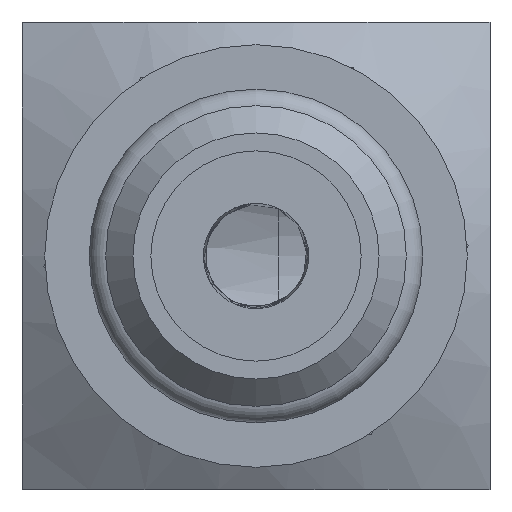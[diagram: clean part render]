
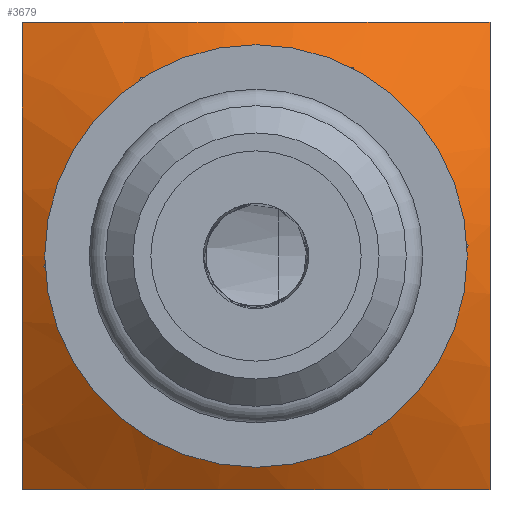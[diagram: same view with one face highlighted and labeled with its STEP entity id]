
A CAD part, left-side view. The second image highlights one B-rep face of the part: STEP entity #3679.
In plain terms, the highlighted conical face has half-angle 60 degrees and reference radius 14.584 mm.
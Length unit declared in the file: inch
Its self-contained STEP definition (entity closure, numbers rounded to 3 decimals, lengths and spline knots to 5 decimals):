
#2966=CARTESIAN_POINT('',(0.14071,0.4375,0.4375));
#2967=VERTEX_POINT('',#2966);
#2974=CARTESIAN_POINT('',(0.14071,-0.4375,0.4375));
#2975=VERTEX_POINT('',#2974);
#2976=CARTESIAN_POINT('',(0.14071,0.4375,0.4375));
#2977=CARTESIAN_POINT('',(-0.0379,0.,0.4375));
#2978=CARTESIAN_POINT('',(0.14071,-0.4375,0.4375));
#2986=(BOUNDED_CURVE()B_SPLINE_CURVE(2,(#2976,#2977,#2978),.UNSPECIFIED.,.F.,.U.)B_SPLINE_CURVE_WITH_KNOTS((3,3),(0.36145,3.02449),.UNSPECIFIED.)CURVE()GEOMETRIC_REPRESENTATION_ITEM()RATIONAL_B_SPLINE_CURVE((1.146,1.621,1.146))REPRESENTATION_ITEM(''));
#2987=EDGE_CURVE('',#2967,#2975,#2986,.T.);
#3617=CARTESIAN_POINT('',(0.11499,0.0,0.0));
#3618=DIRECTION('',(1.0,0.0,0.0));
#3619=DIRECTION('',(0.0,1.0,0.0));
#3620=AXIS2_PLACEMENT_3D('',#3617,#3618,#3619);
#3621=CONICAL_SURFACE('',#3620,0.57417,60.);
#3622=CARTESIAN_POINT('',(0.14071,-0.4375,-0.4375));
#3623=VERTEX_POINT('',#3622);
#3624=CARTESIAN_POINT('',(0.14071,0.4375,-0.4375));
#3625=VERTEX_POINT('',#3624);
#3626=CARTESIAN_POINT('',(0.14071,-0.4375,-0.4375));
#3627=CARTESIAN_POINT('',(-0.0379,0.,-0.4375));
#3628=CARTESIAN_POINT('',(0.14071,0.4375,-0.4375));
#3636=(BOUNDED_CURVE()B_SPLINE_CURVE(2,(#3626,#3627,#3628),.UNSPECIFIED.,.F.,.U.)B_SPLINE_CURVE_WITH_KNOTS((3,3),(0.36145,3.02449),.UNSPECIFIED.)CURVE()GEOMETRIC_REPRESENTATION_ITEM()RATIONAL_B_SPLINE_CURVE((1.146,1.621,1.146))REPRESENTATION_ITEM(''));
#3637=EDGE_CURVE('',#3623,#3625,#3636,.T.);
#3638=ORIENTED_EDGE('',*,*,#3637,.F.);
#3639=CARTESIAN_POINT('',(0.14071,-0.4375,0.4375));
#3640=CARTESIAN_POINT('',(-0.0379,-0.4375,0.));
#3641=CARTESIAN_POINT('',(0.14071,-0.4375,-0.4375));
#3649=(BOUNDED_CURVE()B_SPLINE_CURVE(2,(#3639,#3640,#3641),.UNSPECIFIED.,.F.,.U.)B_SPLINE_CURVE_WITH_KNOTS((3,3),(0.36145,3.02449),.UNSPECIFIED.)CURVE()GEOMETRIC_REPRESENTATION_ITEM()RATIONAL_B_SPLINE_CURVE((1.146,1.621,1.146))REPRESENTATION_ITEM(''));
#3650=EDGE_CURVE('',#2975,#3623,#3649,.T.);
#3651=ORIENTED_EDGE('',*,*,#3650,.F.);
#3652=ORIENTED_EDGE('',*,*,#2987,.F.);
#3653=CARTESIAN_POINT('',(0.14071,0.4375,-0.4375));
#3654=CARTESIAN_POINT('',(-0.0379,0.4375,0.));
#3655=CARTESIAN_POINT('',(0.14071,0.4375,0.4375));
#3663=(BOUNDED_CURVE()B_SPLINE_CURVE(2,(#3653,#3654,#3655),.UNSPECIFIED.,.F.,.U.)B_SPLINE_CURVE_WITH_KNOTS((3,3),(0.36145,3.02449),.UNSPECIFIED.)CURVE()GEOMETRIC_REPRESENTATION_ITEM()RATIONAL_B_SPLINE_CURVE((1.146,1.621,1.146))REPRESENTATION_ITEM(''));
#3664=EDGE_CURVE('',#3625,#2967,#3663,.T.);
#3665=ORIENTED_EDGE('',*,*,#3664,.F.);
#3666=EDGE_LOOP('',(#3638,#3651,#3652,#3665));
#3667=FACE_OUTER_BOUND('',#3666,.T.);
#3668=CARTESIAN_POINT('',(0.0,0.375,0.0));
#3669=VERTEX_POINT('',#3668);
#3670=CARTESIAN_POINT('',(0.0,0.0,0.0));
#3671=DIRECTION('',(-1.0,0.0,0.0));
#3672=DIRECTION('',(0.0,1.0,0.0));
#3673=AXIS2_PLACEMENT_3D('',#3670,#3671,#3672);
#3674=CIRCLE('',#3673,0.375);
#3675=EDGE_CURVE('',#3669,#3669,#3674,.T.);
#3676=ORIENTED_EDGE('',*,*,#3675,.F.);
#3677=EDGE_LOOP('',(#3676));
#3678=FACE_BOUND('',#3677,.T.);
#3679=ADVANCED_FACE('',(#3667,#3678),#3621,.T.);
